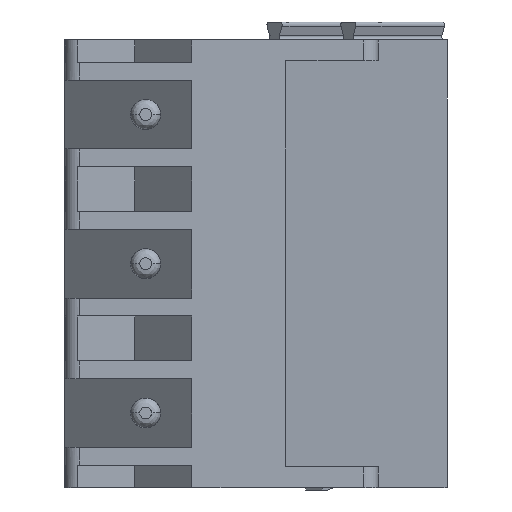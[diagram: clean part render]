
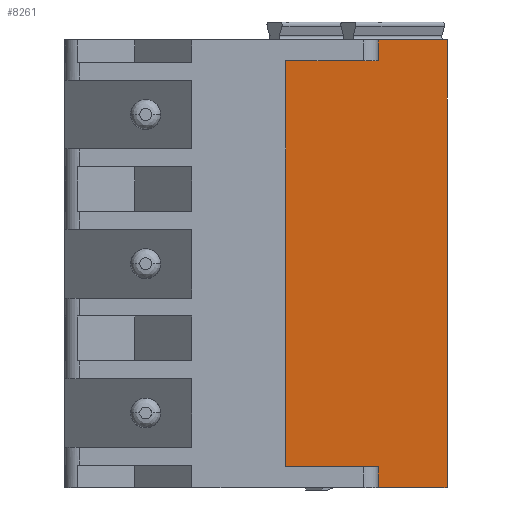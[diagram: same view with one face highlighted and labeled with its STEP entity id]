
A CAD part, front view. The second image highlights one B-rep face of the part: STEP entity #8261.
In plain terms, the highlighted planar face has unit normal (0.82, -0.572, 0).
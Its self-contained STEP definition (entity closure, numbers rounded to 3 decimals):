
#64=DIRECTION('',(0.572,0.82,0.));
#65=VECTOR('',#64,4.018);
#66=CARTESIAN_POINT('',(6.25,4.448,12.5));
#67=LINE('',#66,#65);
#2289=DIRECTION('',(0.572,0.82,0.));
#2290=VECTOR('',#2289,5.425);
#2291=CARTESIAN_POINT('',(3.145,0.,11.8));
#2292=LINE('',#2291,#2290);
#2293=DIRECTION('',(0.,0.,-1.));
#2294=VECTOR('',#2293,0.7);
#2295=CARTESIAN_POINT('',(6.25,4.448,12.5));
#2296=LINE('',#2295,#2294);
#2297=DIRECTION('',(0.,0.,1.));
#2298=VECTOR('',#2297,0.7);
#2299=CARTESIAN_POINT('',(6.25,4.448,-2.5));
#2300=LINE('',#2299,#2298);
#2301=DIRECTION('',(0.572,0.82,0.));
#2302=VECTOR('',#2301,5.425);
#2303=CARTESIAN_POINT('',(3.145,0.,-1.8));
#2304=LINE('',#2303,#2302);
#2305=DIRECTION('',(0.,0.,-1.));
#2306=VECTOR('',#2305,13.6);
#2307=CARTESIAN_POINT('',(3.145,0.,11.8));
#2308=LINE('',#2307,#2306);
#2322=DIRECTION('',(0.,0.,-1.));
#2323=VECTOR('',#2322,15.);
#2324=CARTESIAN_POINT('',(8.55,7.743,12.5));
#2325=LINE('',#2324,#2323);
#2411=DIRECTION('',(0.572,0.82,0.));
#2412=VECTOR('',#2411,4.018);
#2413=CARTESIAN_POINT('',(6.25,4.448,-2.5));
#2414=LINE('',#2413,#2412);
#4266=CARTESIAN_POINT('',(8.55,7.743,12.5));
#4268=VERTEX_POINT('',#4266);
#4290=CARTESIAN_POINT('',(8.55,7.743,-2.5));
#4292=VERTEX_POINT('',#4290);
#4926=CARTESIAN_POINT('',(3.145,0.,-1.8));
#4927=CARTESIAN_POINT('',(6.25,4.448,-1.8));
#4928=VERTEX_POINT('',#4926);
#4929=VERTEX_POINT('',#4927);
#4930=CARTESIAN_POINT('',(6.25,4.448,-2.5));
#4931=VERTEX_POINT('',#4930);
#4940=CARTESIAN_POINT('',(3.145,0.,11.8));
#4941=CARTESIAN_POINT('',(6.25,4.448,11.8));
#4942=VERTEX_POINT('',#4940);
#4943=VERTEX_POINT('',#4941);
#4944=CARTESIAN_POINT('',(6.25,4.448,12.5));
#4945=VERTEX_POINT('',#4944);
#8241=CARTESIAN_POINT('',(3.145,0.,12.5));
#8242=DIRECTION('',(0.82,-0.572,0.));
#8243=DIRECTION('',(0.572,0.82,0.));
#8244=AXIS2_PLACEMENT_3D('',#8241,#8242,#8243);
#8245=PLANE('',#8244);
#8247=ORIENTED_EDGE('',*,*,#8246,.T.);
#8248=ORIENTED_EDGE('',*,*,#8232,.F.);
#8249=ORIENTED_EDGE('',*,*,#5511,.T.);
#8251=ORIENTED_EDGE('',*,*,#8250,.T.);
#8253=ORIENTED_EDGE('',*,*,#8252,.F.);
#8255=ORIENTED_EDGE('',*,*,#8254,.T.);
#8257=ORIENTED_EDGE('',*,*,#8256,.F.);
#8258=ORIENTED_EDGE('',*,*,#8154,.F.);
#8259=EDGE_LOOP('',(#8247,#8248,#8249,#8251,#8253,#8255,#8257,#8258));
#8260=FACE_OUTER_BOUND('',#8259,.F.);
#5511=EDGE_CURVE('',#4945,#4268,#67,.T.);
#8154=EDGE_CURVE('',#4942,#4928,#2308,.T.);
#8232=EDGE_CURVE('',#4945,#4943,#2296,.T.);
#8246=EDGE_CURVE('',#4942,#4943,#2292,.T.);
#8250=EDGE_CURVE('',#4268,#4292,#2325,.T.);
#8252=EDGE_CURVE('',#4931,#4292,#2414,.T.);
#8254=EDGE_CURVE('',#4931,#4929,#2300,.T.);
#8256=EDGE_CURVE('',#4928,#4929,#2304,.T.);
#8261=ADVANCED_FACE('',(#8260),#8245,.T.);
